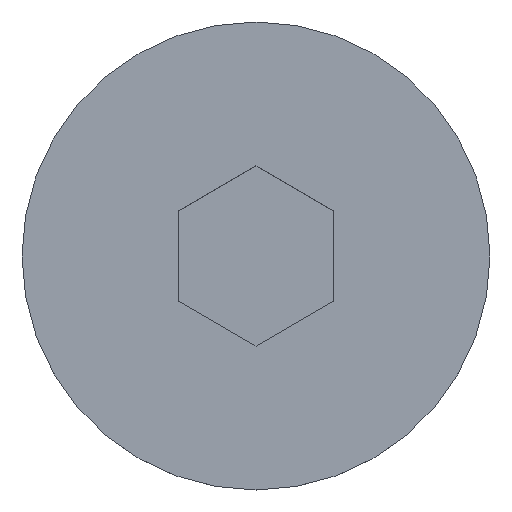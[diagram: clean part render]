
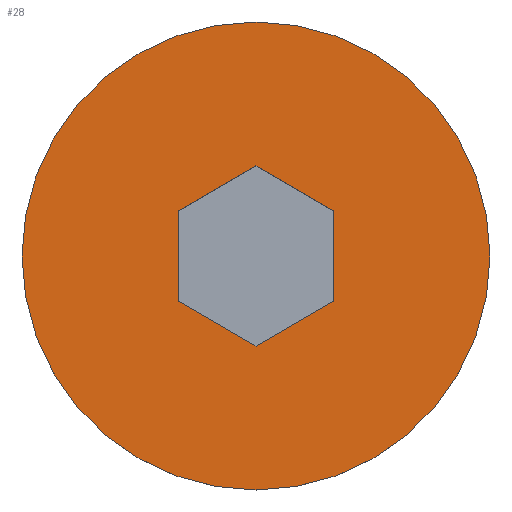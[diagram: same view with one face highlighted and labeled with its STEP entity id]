
A CAD part, top view. The second image highlights one B-rep face of the part: STEP entity #28.
In plain terms, the highlighted planar face has unit normal (0, 0, 1).
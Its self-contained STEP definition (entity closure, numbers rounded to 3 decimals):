
#5 = VERTEX_POINT ( 'NONE', #457 ) ;
#9 = CIRCLE ( 'NONE', #342, 6. ) ;
#12 = DIRECTION ( 'NONE',  ( 1., 0., 0. ) ) ;
#18 = PLANE ( 'NONE',  #106 ) ;
#23 = CARTESIAN_POINT ( 'NONE',  ( 2., 0., 0. ) ) ;
#24 = VERTEX_POINT ( 'NONE', #236 ) ;
#26 = VECTOR ( 'NONE', #436, 1000. ) ;
#28 = ADVANCED_FACE ( 'NONE', ( #313, #198 ), #18, .T. ) ;
#42 = CIRCLE ( 'NONE', #384, 6. ) ;
#44 = VERTEX_POINT ( 'NONE', #389 ) ;
#49 = CARTESIAN_POINT ( 'NONE',  ( 0., 0., 0. ) ) ;
#51 = EDGE_CURVE ( 'NONE', #231, #283, #369, .T. ) ;
#76 = CARTESIAN_POINT ( 'NONE',  ( 2., -1.155, 0. ) ) ;
#80 = DIRECTION ( 'NONE',  ( 0., 1., 0. ) ) ;
#83 = EDGE_CURVE ( 'NONE', #341, #5, #9, .T. ) ;
#101 = DIRECTION ( 'NONE',  ( 1., 0., 0. ) ) ;
#106 = AXIS2_PLACEMENT_3D ( 'NONE', #118, #428, #12 ) ;
#115 = EDGE_LOOP ( 'NONE', ( #232, #213 ) ) ;
#118 = CARTESIAN_POINT ( 'NONE',  ( 3., 0., 0. ) ) ;
#133 = LINE ( 'NONE', #409, #318 ) ;
#136 = ORIENTED_EDGE ( 'NONE', *, *, #235, .T. ) ;
#137 = CARTESIAN_POINT ( 'NONE',  ( 6., 0., 0. ) ) ;
#152 = CARTESIAN_POINT ( 'NONE',  ( -2., 0., 0. ) ) ;
#161 = ORIENTED_EDGE ( 'NONE', *, *, #282, .T. ) ;
#181 = DIRECTION ( 'NONE',  ( 0., 0., -1. ) ) ;
#186 = ORIENTED_EDGE ( 'NONE', *, *, #403, .T. ) ;
#191 = ORIENTED_EDGE ( 'NONE', *, *, #51, .T. ) ;
#198 = FACE_OUTER_BOUND ( 'NONE', #115, .T. ) ;
#202 = CARTESIAN_POINT ( 'NONE',  ( 0., 2.309, 0. ) ) ;
#213 = ORIENTED_EDGE ( 'NONE', *, *, #267, .F. ) ;
#231 = VERTEX_POINT ( 'NONE', #291 ) ;
#232 = ORIENTED_EDGE ( 'NONE', *, *, #83, .F. ) ;
#233 = VERTEX_POINT ( 'NONE', #288 ) ;
#235 = EDGE_CURVE ( 'NONE', #283, #416, #256, .T. ) ;
#236 = CARTESIAN_POINT ( 'NONE',  ( 0., -2.309, 0. ) ) ;
#247 = ORIENTED_EDGE ( 'NONE', *, *, #432, .T. ) ;
#251 = LINE ( 'NONE', #269, #475 ) ;
#256 = LINE ( 'NONE', #23, #26 ) ;
#267 = EDGE_CURVE ( 'NONE', #5, #341, #42, .T. ) ;
#269 = CARTESIAN_POINT ( 'NONE',  ( 2., -1.155, 0. ) ) ;
#276 = DIRECTION ( 'NONE',  ( 0.866, -0.5, 0. ) ) ;
#281 = DIRECTION ( 'NONE',  ( 0., 0., -1. ) ) ;
#282 = EDGE_CURVE ( 'NONE', #24, #44, #311, .T. ) ;
#283 = VERTEX_POINT ( 'NONE', #304 ) ;
#288 = CARTESIAN_POINT ( 'NONE',  ( -2., 1.155, 0. ) ) ;
#291 = CARTESIAN_POINT ( 'NONE',  ( 0., 2.309, 0. ) ) ;
#293 = EDGE_CURVE ( 'NONE', #233, #231, #133, .T. ) ;
#296 = DIRECTION ( 'NONE',  ( -0.866, 0.5, 0. ) ) ;
#297 = CARTESIAN_POINT ( 'NONE',  ( 0., -2.309, 0. ) ) ;
#304 = CARTESIAN_POINT ( 'NONE',  ( 2., 1.155, 0. ) ) ;
#311 = LINE ( 'NONE', #297, #438 ) ;
#313 = FACE_BOUND ( 'NONE', #447, .T. ) ;
#318 = VECTOR ( 'NONE', #340, 1000. ) ;
#323 = VECTOR ( 'NONE', #80, 1000. ) ;
#340 = DIRECTION ( 'NONE',  ( 0.866, 0.5, 0. ) ) ;
#341 = VERTEX_POINT ( 'NONE', #137 ) ;
#342 = AXIS2_PLACEMENT_3D ( 'NONE', #49, #281, #430 ) ;
#349 = LINE ( 'NONE', #152, #323 ) ;
#351 = DIRECTION ( 'NONE',  ( -0.866, -0.5, 0. ) ) ;
#369 = LINE ( 'NONE', #202, #372 ) ;
#372 = VECTOR ( 'NONE', #276, 1000. ) ;
#374 = CARTESIAN_POINT ( 'NONE',  ( 0., 0., 0. ) ) ;
#384 = AXIS2_PLACEMENT_3D ( 'NONE', #374, #181, #101 ) ;
#389 = CARTESIAN_POINT ( 'NONE',  ( -2., -1.155, 0. ) ) ;
#403 = EDGE_CURVE ( 'NONE', #44, #233, #349, .T. ) ;
#409 = CARTESIAN_POINT ( 'NONE',  ( -2., 1.155, 0. ) ) ;
#416 = VERTEX_POINT ( 'NONE', #76 ) ;
#428 = DIRECTION ( 'NONE',  ( 0., 0., 1. ) ) ;
#430 = DIRECTION ( 'NONE',  ( 1., 0., 0. ) ) ;
#432 = EDGE_CURVE ( 'NONE', #416, #24, #251, .T. ) ;
#436 = DIRECTION ( 'NONE',  ( 0., -1., 0. ) ) ;
#438 = VECTOR ( 'NONE', #296, 1000. ) ;
#447 = EDGE_LOOP ( 'NONE', ( #136, #247, #161, #186, #471, #191 ) ) ;
#457 = CARTESIAN_POINT ( 'NONE',  ( -6., 0., 0. ) ) ;
#471 = ORIENTED_EDGE ( 'NONE', *, *, #293, .T. ) ;
#475 = VECTOR ( 'NONE', #351, 1000. ) ;
